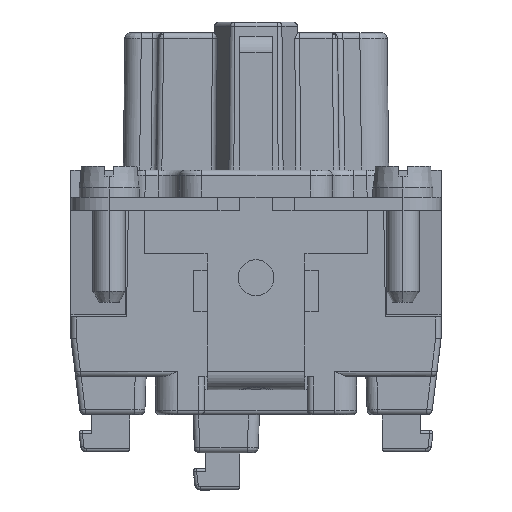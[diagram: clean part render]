
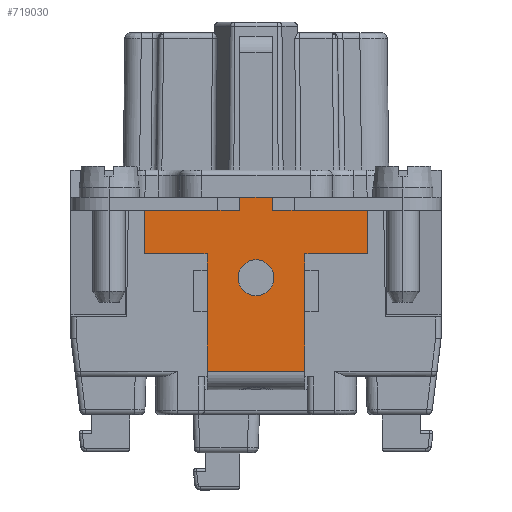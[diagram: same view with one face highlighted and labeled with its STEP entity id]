
A CAD part, left-side view. The second image highlights one B-rep face of the part: STEP entity #719030.
In plain terms, the highlighted face is planar.
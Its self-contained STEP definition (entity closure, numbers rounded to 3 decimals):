
#301560=CARTESIAN_POINT('',(47.054,51.55,
-34.4));
#301570=VERTEX_POINT('',#301560);
#302020=CARTESIAN_POINT('',(49.1,53.744,
-34.4));
#302030=VERTEX_POINT('',#302020);
#302060=CARTESIAN_POINT('',(57.246,62.479,
-34.4));
#302070=DIRECTION('',(-0.682,-0.731,
0.));
#302080=VECTOR('',#302070,1.);
#302090=LINE('',#302060,#302080);
#302100=EDGE_CURVE('',#302030,#301570,#302090,.T.);
#704790=CARTESIAN_POINT('',(45.69,50.088,
-35.6));
#704800=VERTEX_POINT('',#704790);
#704830=CARTESIAN_POINT('',(78.085,84.827,
-35.6));
#704840=DIRECTION('',(0.682,0.731,
0.));
#704850=VECTOR('',#704840,1.);
#704860=LINE('',#704830,#704850);
#704870=CARTESIAN_POINT('',(41.087,45.151,
-35.6));
#704880=VERTEX_POINT('',#704870);
#704890=EDGE_CURVE('',#704880,#704800,#704860,.T.);
#706110=CARTESIAN_POINT('',(41.087,45.151,
-18.9));
#706120=DIRECTION('',(0.,0.,1.));
#706130=VECTOR('',#706120,1.);
#706140=LINE('',#706110,#706130);
#706150=CARTESIAN_POINT('',(41.087,45.151,
-39.6));
#706160=VERTEX_POINT('',#706150);
#706170=EDGE_CURVE('',#706160,#704880,#706140,.T.);
#706450=CARTESIAN_POINT('',(45.008,49.356,
-39.6));
#706460=VERTEX_POINT('',#706450);
#706510=CARTESIAN_POINT('',(78.085,84.827,
-39.6));
#706520=DIRECTION('',(-0.682,-0.731,
0.));
#706530=VECTOR('',#706520,1.);
#706540=LINE('',#706510,#706530);
#706550=EDGE_CURVE('',#706460,#706160,#706540,.T.);
#706760=CARTESIAN_POINT('',(45.008,49.356,
-41.1));
#706770=VERTEX_POINT('',#706760);
#706820=CARTESIAN_POINT('',(45.008,49.356,
-18.9));
#706830=DIRECTION('',(0.,0.,1.));
#706840=VECTOR('',#706830,1.);
#706850=LINE('',#706820,#706840);
#706860=EDGE_CURVE('',#706770,#706460,#706850,.T.);
#707050=CARTESIAN_POINT('',(49.1,53.744,
-18.9));
#707060=DIRECTION('',(0.,0.,-1.));
#707070=VECTOR('',#707060,1.);
#707080=LINE('',#707050,#707070);
#707300=CARTESIAN_POINT('',(36.483,40.214,
-18.9));
#707310=DIRECTION('',(0.731,-0.682,
0.));
#707320=DIRECTION('',(-0.682,-0.731,
0.));
#707330=AXIS2_PLACEMENT_3D('',#707300,#707310,#707320);
#707340=PLANE('',#707330);
#707450=CARTESIAN_POINT('',(47.054,51.55,
-18.9));
#707460=DIRECTION('',(0.,0.,1.));
#707470=VECTOR('',#707460,1.);
#707480=LINE('',#707450,#707470);
#709290=CARTESIAN_POINT('',(50.464,55.207,
-35.6));
#709300=VERTEX_POINT('',#709290);
#709720=CARTESIAN_POINT('',(49.1,53.744,
-35.6));
#709730=VERTEX_POINT('',#709720);
#709780=CARTESIAN_POINT('',(78.085,84.827,
-35.6));
#709790=DIRECTION('',(-0.682,-0.731,
0.));
#709800=VECTOR('',#709790,1.);
#709810=LINE('',#709780,#709800);
#709820=EDGE_CURVE('',#709300,#709730,#709810,.T.);
#709960=EDGE_CURVE('',#302030,#709730,#707080,.T.);
#717720=CARTESIAN_POINT('',(47.054,51.55,
-35.6));
#717730=VERTEX_POINT('',#717720);
#717760=CARTESIAN_POINT('',(78.085,84.827,
-35.6));
#717770=DIRECTION('',(-0.682,-0.731,
0.));
#717780=VECTOR('',#717770,1.);
#717790=LINE('',#717760,#717780);
#717800=EDGE_CURVE('',#717730,#704800,#717790,.T.);
#717920=EDGE_CURVE('',#717730,#301570,#707480,.T.);
#718070=CARTESIAN_POINT('',(48.077,52.647,
-41.8));
#718080=DIRECTION('',(0.731,-0.682,
0.));
#718090=DIRECTION('',(-0.682,-0.731,
0.));
#718100=AXIS2_PLACEMENT_3D('',#718070,#718080,#718090);
#718110=CIRCLE('',#718100,1.65);
#718120=CARTESIAN_POINT('',(46.952,51.441,
-41.8));
#718130=VERTEX_POINT('',#718120);
#718140=CARTESIAN_POINT('',(49.203,53.854,
-41.8));
#718150=VERTEX_POINT('',#718140);
#718160=EDGE_CURVE('',#718130,#718150,#718110,.T.);
#718170=ORIENTED_EDGE('',*,*,#718160,.F.);
#718180=EDGE_CURVE('',#718150,#718130,#718110,.T.);
#718190=ORIENTED_EDGE('',*,*,#718180,.F.);
#718200=EDGE_LOOP('',(#718190,#718170));
#718210=FACE_BOUND('',#718200,.T.);
#718220=ORIENTED_EDGE('',*,*,#709960,.F.);
#718230=ORIENTED_EDGE('',*,*,#709820,.T.);
#718240=CARTESIAN_POINT('',(78.085,84.827,
-35.6));
#718250=DIRECTION('',(0.682,0.731,
0.));
#718260=VECTOR('',#718250,1.);
#718270=LINE('',#718240,#718260);
#718280=CARTESIAN_POINT('',(55.068,60.144,
-35.6));
#718290=VERTEX_POINT('',#718280);
#718300=EDGE_CURVE('',#709300,#718290,#718270,.T.);
#718310=ORIENTED_EDGE('',*,*,#718300,.F.);
#718320=CARTESIAN_POINT('',(55.068,60.144,
-18.9));
#718330=DIRECTION('',(0.,0.,-1.));
#718340=VECTOR('',#718330,1.);
#718350=LINE('',#718320,#718340);
#718360=CARTESIAN_POINT('',(55.068,60.144,
-39.6));
#718370=VERTEX_POINT('',#718360);
#718380=EDGE_CURVE('',#718290,#718370,#718350,.T.);
#718390=ORIENTED_EDGE('',*,*,#718380,.F.);
#718400=CARTESIAN_POINT('',(78.085,84.827,
-39.6));
#718410=DIRECTION('',(-0.682,-0.731,
0.));
#718420=VECTOR('',#718410,1.);
#718430=LINE('',#718400,#718420);
#718440=CARTESIAN_POINT('',(51.146,55.939,
-39.6));
#718450=VERTEX_POINT('',#718440);
#718460=EDGE_CURVE('',#718370,#718450,#718430,.T.);
#718470=ORIENTED_EDGE('',*,*,#718460,.F.);
#718480=CARTESIAN_POINT('',(51.146,55.939,
-18.9));
#718490=DIRECTION('',(0.,0.,-1.));
#718500=VECTOR('',#718490,1.);
#718510=LINE('',#718480,#718500);
#718520=CARTESIAN_POINT('',(51.146,55.939,
-41.1));
#718530=VERTEX_POINT('',#718520);
#718540=EDGE_CURVE('',#718450,#718530,#718510,.T.);
#718550=ORIENTED_EDGE('',*,*,#718540,.F.);
#718560=CARTESIAN_POINT('',(51.146,55.939,
-18.9));
#718570=DIRECTION('',(0.,0.,-1.));
#718580=VECTOR('',#718570,1.);
#718590=LINE('',#718560,#718580);
#718600=CARTESIAN_POINT('',(51.146,55.939,
-44.9));
#718610=VERTEX_POINT('',#718600);
#718620=EDGE_CURVE('',#718530,#718610,#718590,.T.);
#718630=ORIENTED_EDGE('',*,*,#718620,.F.);
#718640=CARTESIAN_POINT('',(51.146,55.939,
-18.9));
#718650=DIRECTION('',(0.,0.,-1.));
#718660=VECTOR('',#718650,1.);
#718670=LINE('',#718640,#718660);
#718680=CARTESIAN_POINT('',(51.146,55.939,
-50.4));
#718690=VERTEX_POINT('',#718680);
#718700=EDGE_CURVE('',#718610,#718690,#718670,.T.);
#718710=ORIENTED_EDGE('',*,*,#718700,.F.);
#718720=CARTESIAN_POINT('',(78.085,84.827,
-50.4));
#718730=DIRECTION('',(-0.682,-0.731,
0.));
#718740=VECTOR('',#718730,1.);
#718750=LINE('',#718720,#718740);
#718760=CARTESIAN_POINT('',(45.008,49.356,
-50.4));
#718770=VERTEX_POINT('',#718760);
#718780=EDGE_CURVE('',#718690,#718770,#718750,.T.);
#718790=ORIENTED_EDGE('',*,*,#718780,.F.);
#718800=CARTESIAN_POINT('',(45.008,49.356,
-18.9));
#718810=DIRECTION('',(0.,0.,1.));
#718820=VECTOR('',#718810,1.);
#718830=LINE('',#718800,#718820);
#718840=CARTESIAN_POINT('',(45.008,49.356,
-44.9));
#718850=VERTEX_POINT('',#718840);
#718860=EDGE_CURVE('',#718770,#718850,#718830,.T.);
#718870=ORIENTED_EDGE('',*,*,#718860,.F.);
#718880=CARTESIAN_POINT('',(45.008,49.356,
-18.9));
#718890=DIRECTION('',(0.,0.,-1.));
#718900=VECTOR('',#718890,1.);
#718910=LINE('',#718880,#718900);
#718920=EDGE_CURVE('',#706770,#718850,#718910,.T.);
#718930=ORIENTED_EDGE('',*,*,#718920,.T.);
#718940=ORIENTED_EDGE('',*,*,#706860,.F.);
#718950=ORIENTED_EDGE('',*,*,#706550,.F.);
#718960=ORIENTED_EDGE('',*,*,#706170,.F.);
#718970=ORIENTED_EDGE('',*,*,#704890,.F.);
#718980=ORIENTED_EDGE('',*,*,#717800,.T.);
#718990=ORIENTED_EDGE('',*,*,#717920,.F.);
#719000=ORIENTED_EDGE('',*,*,#302100,.T.);
#719010=EDGE_LOOP('',(#719000,#718990,#718980,#718970,#718960,#718950,
#718940,#718930,#718870,#718790,#718710,#718630,#718550,#718470,#718390,
#718310,#718230,#718220));
#719020=FACE_OUTER_BOUND('',#719010,.T.);
#719030=ADVANCED_FACE('',(#718210,#719020),#707340,.T.);
